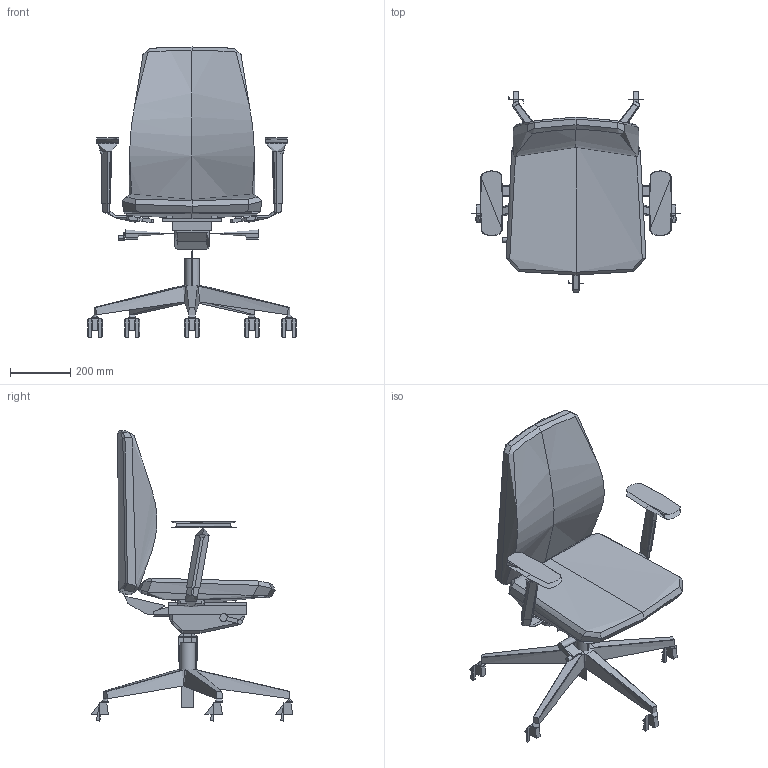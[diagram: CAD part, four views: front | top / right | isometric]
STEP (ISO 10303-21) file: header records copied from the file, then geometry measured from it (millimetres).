
FILE_DESCRIPTION(/* description */ (''),/* implementation_level */ '2;1');
FILE_NAME(/* name */ 'ALVA 332,SYS,BR-209',/* time_stamp */ '2022-01-06T17:04:54+01:00',/* author */ (''),/* organization */ (''),/* preprocessor_version */ 'ST-DEVELOPER v16.5',/* originating_system */ 'Rhino 7.13',/* authorisation */ '');
FILE_SCHEMA (('CONFIG_CONTROL_DESIGN'));
Length unit declared in the file: millimetre
Products named in the file (1): Document
Bounding box: 694.82 x 672.19 x 965.32 mm (x, y, z)
Volume: 14910500.2 mm3; surface area: 1992005.2 mm2
Topology: 18 solids, 62 shells, 472 faces, 1155 edges, 710 vertices
Faces by surface type: bspline 212, plane 149, cylinder 111
Entity records: 31380 total; most frequent: CARTESIAN_POINT 24349, ORIENTED_EDGE 2099, EDGE_CURVE 1137, VERTEX_POINT 710, B_SPLINE_CURVE_WITH_KNOTS 564, ADVANCED_FACE 472, FACE_OUTER_BOUND 472, EDGE_LOOP 472
